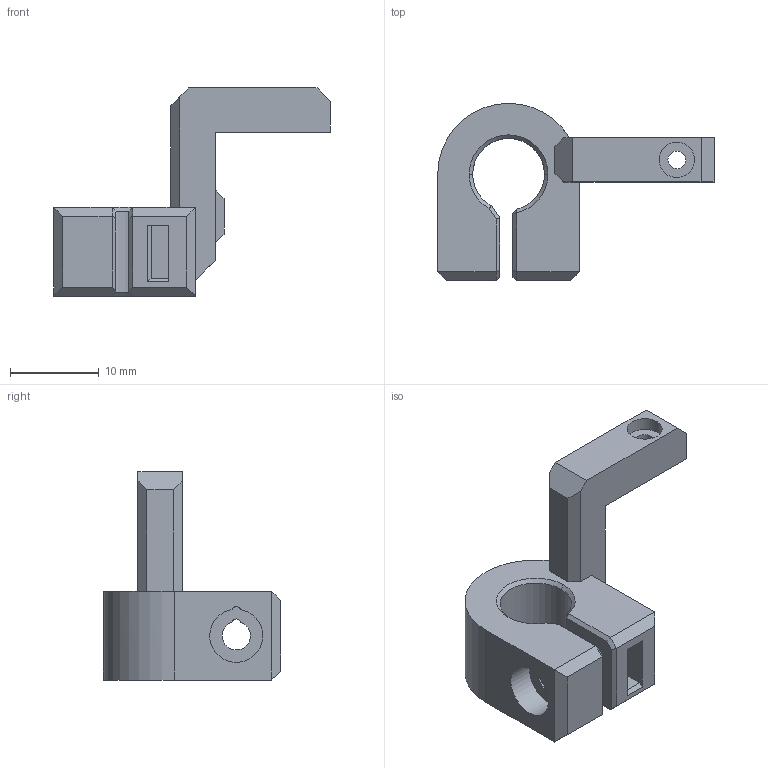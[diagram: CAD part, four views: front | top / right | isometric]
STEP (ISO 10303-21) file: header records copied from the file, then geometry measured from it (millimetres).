
FILE_DESCRIPTION(('FreeCAD Model'),'2;1');
FILE_NAME('probe-mount.step','2020-04-13T20:37:16',('Author'),(''), 'Open CASCADE STEP processor 7.3','FreeCAD','Unknown');
FILE_SCHEMA(('AUTOMOTIVE_DESIGN { 1 0 10303 214 1 1 1 1 }'));
Length unit declared in the file: millimetre
Products named in the file (1): probe-mount-rev2-rf
Bounding box: 31.23 x 20 x 23.5 mm (x, y, z)
Volume: 2701.1 mm3; surface area: 2270.2 mm2
Topology: 1 solids, 1 shells, 72 faces, 187 edges, 121 vertices
Faces by surface type: plane 54, cylinder 12, cone 6
Full cylindrical faces by diameter (mm): 2 x1, 4 x1
Entity records: 4723 total; most frequent: CARTESIAN_POINT 962, DIRECTION 694, LINE 437, VECTOR 437, ORIENTED_EDGE 374, PCURVE 374, DEFINITIONAL_REPRESENTATION 374, EDGE_CURVE 187
